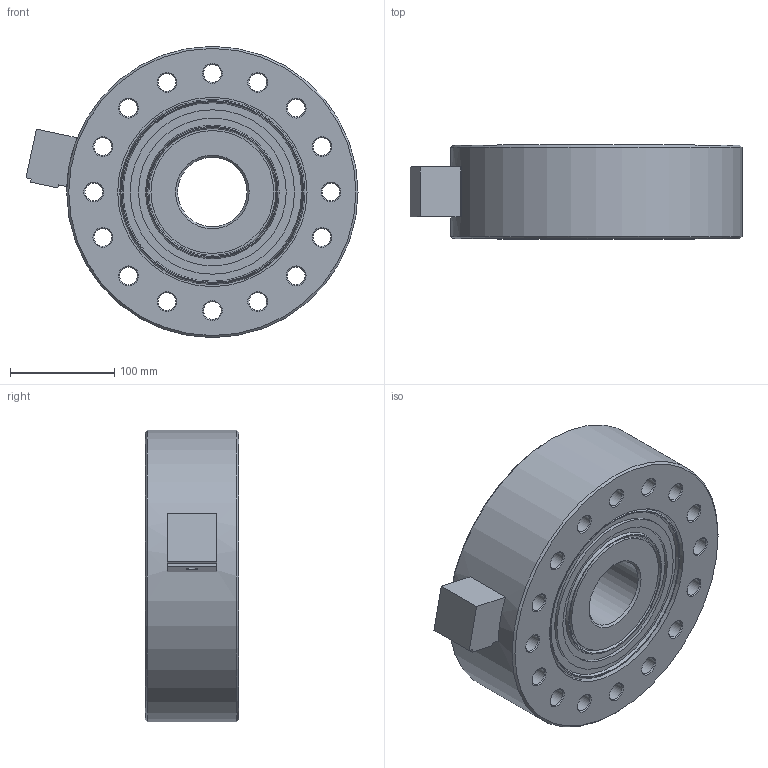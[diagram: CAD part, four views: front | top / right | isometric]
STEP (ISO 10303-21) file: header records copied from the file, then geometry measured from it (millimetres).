
FILE_DESCRIPTION(/* description */ (''),/* implementation_level */ '2;1');
FILE_NAME(/* name */ '363YH-100t v1.step',/* time_stamp */ '2020-01-21T14:50:30-08:00',/* author */ (''),/* organization */ (''),/* preprocessor_version */ 'ST-DEVELOPER v18',/* originating_system */ 'Autodesk Translation Framework v8.12.0.6',/* authorisation */ '');
FILE_SCHEMA (('AUTOMOTIVE_DESIGN { 1 0 10303 214 3 1 1 }'));
Length unit declared in the file: millimetre
Products named in the file (1): 363YH-100t
Bounding box: 319.1 x 90 x 280 mm (x, y, z)
Volume: 4840324.4 mm3; surface area: 309608.9 mm2
Topology: 1 solids, 1 shells, 101 faces, 313 edges, 232 vertices
Faces by surface type: cone 44, plane 30, cylinder 27
Full cylindrical faces by diameter (mm): 10 x1, 17 x16, 66.75 x1, 118 x2, 142 x2, 158 x2, 182 x2, 280 x1
Entity records: 3822 total; most frequent: DIRECTION 731, CARTESIAN_POINT 647, ORIENTED_EDGE 626, AXIS2_PLACEMENT_3D 316, EDGE_CURVE 313, VERTEX_POINT 232, CIRCLE 214, EDGE_LOOP 153
